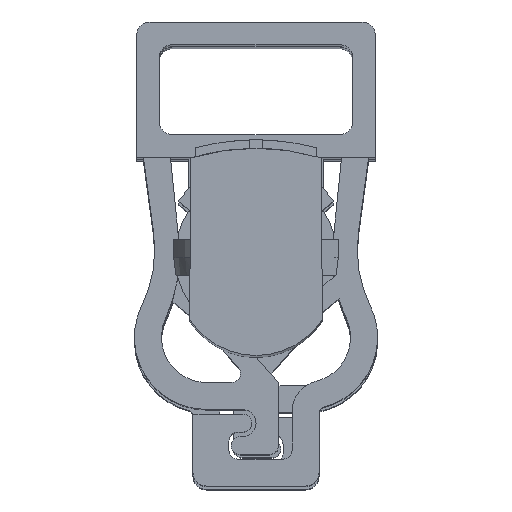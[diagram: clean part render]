
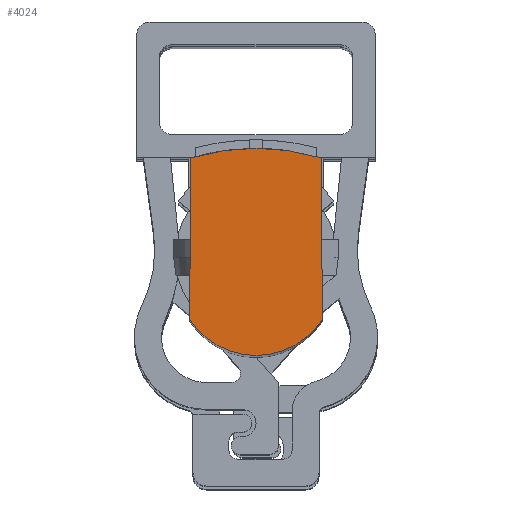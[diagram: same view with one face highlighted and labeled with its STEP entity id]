
A CAD part, top view. The second image highlights one B-rep face of the part: STEP entity #4024.
In plain terms, the highlighted planar face has unit normal (0, 0, 1).
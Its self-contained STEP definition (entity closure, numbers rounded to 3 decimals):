
#127=CIRCLE('',#4237,5.);
#144=CIRCLE('',#4264,1.75);
#363=ORIENTED_EDGE('',*,*,#1316,.T.);
#364=ORIENTED_EDGE('',*,*,#1327,.T.);
#365=ORIENTED_EDGE('',*,*,#1326,.T.);
#366=ORIENTED_EDGE('',*,*,#1268,.T.);
#1268=EDGE_CURVE('',#1757,#1756,#127,.T.);
#1316=EDGE_CURVE('',#1756,#1793,#2096,.T.);
#1326=EDGE_CURVE('',#1799,#1757,#2106,.T.);
#1327=EDGE_CURVE('',#1793,#1799,#144,.T.);
#1756=VERTEX_POINT('',#5666);
#1757=VERTEX_POINT('',#5668);
#1793=VERTEX_POINT('',#5759);
#1799=VERTEX_POINT('',#5773);
#2096=LINE('',#5760,#2432);
#2106=LINE('',#5780,#2442);
#2432=VECTOR('',#4702,1000.);
#2442=VECTOR('',#4714,1000.);
#2743=EDGE_LOOP('',(#363,#364,#365,#366));
#2965=FACE_BOUND('',#2743,.T.);
#3179=PLANE('',#4266);
#4024=ADVANCED_FACE('',(#2965),#3179,.T.);
#4237=AXIS2_PLACEMENT_3D('',#5667,#4621,#4622);
#4264=AXIS2_PLACEMENT_3D('',#5782,#4717,#4718);
#4266=AXIS2_PLACEMENT_3D('',#5784,#4721,#4722);
#4621=DIRECTION('',(0.,0.,1.));
#4622=DIRECTION('',(1.,0.,0.));
#4702=DIRECTION('',(-0.009,-1.,0.));
#4714=DIRECTION('',(-0.009,1.,0.));
#4717=DIRECTION('',(0.,0.,1.));
#4718=DIRECTION('',(1.,0.,0.));
#4721=DIRECTION('',(0.,0.,1.));
#4722=DIRECTION('',(1.,0.,0.));
#5666=CARTESIAN_POINT('',(-1.444,4.387,24.6));
#5667=CARTESIAN_POINT('',(0.,-0.4,24.6));
#5668=CARTESIAN_POINT('',(1.444,4.387,24.6));
#5759=CARTESIAN_POINT('',(-1.475,0.808,24.6));
#5760=CARTESIAN_POINT('',(-1.444,4.387,24.6));
#5773=CARTESIAN_POINT('',(1.475,0.808,24.6));
#5780=CARTESIAN_POINT('',(1.475,0.808,24.6));
#5782=CARTESIAN_POINT('',(0.,1.75,24.6));
#5784=CARTESIAN_POINT('',(0.,1.75,24.6));
